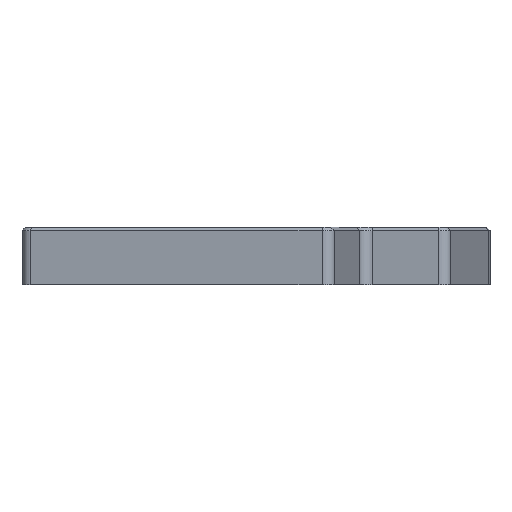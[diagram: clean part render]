
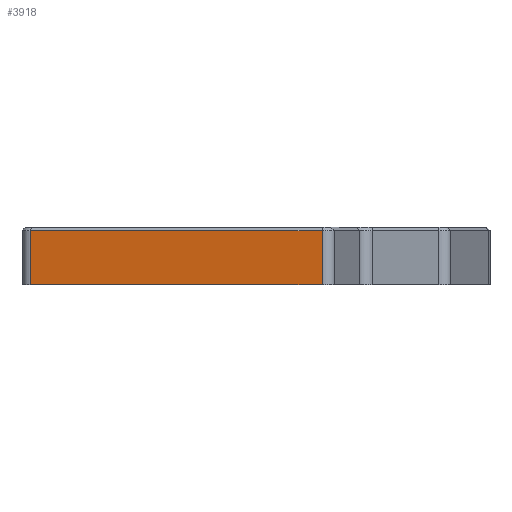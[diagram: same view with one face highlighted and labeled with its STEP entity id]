
A CAD part, left-side view. The second image highlights one B-rep face of the part: STEP entity #3918.
In plain terms, the highlighted planar face has unit normal (-0.985, 0.173, 0).
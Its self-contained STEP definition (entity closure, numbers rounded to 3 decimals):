
#95=PLANE('',#4253);
#339=FACE_OUTER_BOUND('',#573,.T.);
#573=EDGE_LOOP('',(#3155,#3156,#3157,#3158));
#898=LINE('',#6305,#1276);
#912=LINE('',#6342,#1290);
#913=LINE('',#6346,#1291);
#914=LINE('',#6347,#1292);
#1276=VECTOR('',#5088,10.);
#1290=VECTOR('',#5128,10.);
#1291=VECTOR('',#5133,10.);
#1292=VECTOR('',#5134,10.);
#1826=VERTEX_POINT('',#6221);
#1846=VERTEX_POINT('',#6301);
#1856=VERTEX_POINT('',#6341);
#1857=VERTEX_POINT('',#6345);
#2318=EDGE_CURVE('',#1826,#1846,#898,.T.);
#2336=EDGE_CURVE('',#1846,#1856,#912,.T.);
#2338=EDGE_CURVE('',#1857,#1826,#913,.T.);
#2339=EDGE_CURVE('',#1856,#1857,#914,.T.);
#3155=ORIENTED_EDGE('',*,*,#2318,.F.);
#3156=ORIENTED_EDGE('',*,*,#2338,.F.);
#3157=ORIENTED_EDGE('',*,*,#2339,.F.);
#3158=ORIENTED_EDGE('',*,*,#2336,.F.);
#3918=ADVANCED_FACE('',(#339),#95,.T.);
#4253=AXIS2_PLACEMENT_3D('',#6344,#5131,#5132);
#5088=DIRECTION('',(-0.173,-0.985,0.));
#5128=DIRECTION('',(0.,0.,-1.));
#5131=DIRECTION('center_axis',(-0.985,0.173,0.));
#5132=DIRECTION('ref_axis',(-0.173,-0.985,0.));
#5133=DIRECTION('',(0.,0.,1.));
#5134=DIRECTION('',(0.173,0.985,0.));
#6221=CARTESIAN_POINT('',(-22.735,-4.742,13.4));
#6301=CARTESIAN_POINT('',(-37.263,-87.425,13.4));
#6305=CARTESIAN_POINT('',(-26.379,-25.482,13.4));
#6341=CARTESIAN_POINT('',(-37.263,-87.425,-2.));
#6342=CARTESIAN_POINT('',(-37.263,-87.425,6.6));
#6344=CARTESIAN_POINT('Origin',(-22.262,-2.053,6.6));
#6345=CARTESIAN_POINT('',(-22.735,-4.742,-2.));
#6346=CARTESIAN_POINT('',(-22.735,-4.742,6.6));
#6347=CARTESIAN_POINT('',(-37.782,-90.376,-2.));
